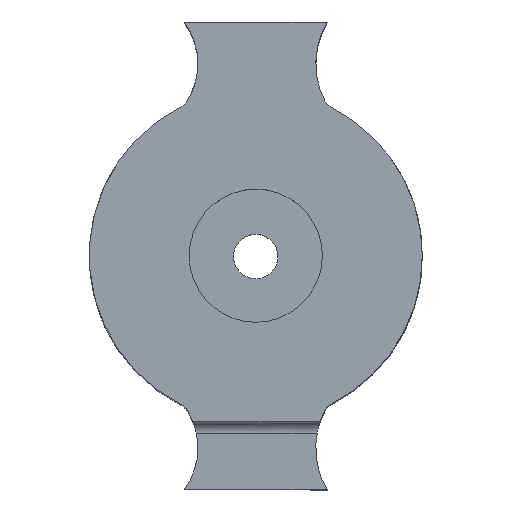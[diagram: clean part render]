
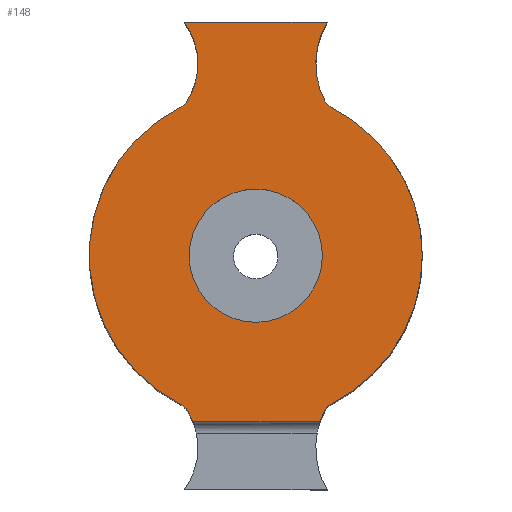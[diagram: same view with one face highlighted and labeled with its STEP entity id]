
A CAD part, top view. The second image highlights one B-rep face of the part: STEP entity #148.
In plain terms, the highlighted planar face has unit normal (0, 0, 1).
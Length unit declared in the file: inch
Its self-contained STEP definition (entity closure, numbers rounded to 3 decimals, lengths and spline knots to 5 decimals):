
#37 = ORIENTED_EDGE ( 'NONE', *, *, #214, .F. ) ;
#53 = CARTESIAN_POINT ( 'NONE',  ( 1.27587, 1.72991, 4.5 ) ) ;
#57 = DIRECTION ( 'NONE',  ( 1., 0., 0. ) ) ;
#61 = AXIS2_PLACEMENT_3D ( 'NONE', #450, #800, #1813 ) ;
#64 = DIRECTION ( 'NONE',  ( 1., 0., 0. ) ) ;
#68 = AXIS2_PLACEMENT_3D ( 'NONE', #1665, #1864, #1506 ) ;
#72 = CARTESIAN_POINT ( 'NONE',  ( -0.6663, -1.34389, 4.5 ) ) ;
#99 = CARTESIAN_POINT ( 'NONE',  ( -0.6, 0., 4.5 ) ) ;
#112 = ORIENTED_EDGE ( 'NONE', *, *, #1594, .T. ) ;
#119 = CARTESIAN_POINT ( 'NONE',  ( -0.56633, -1.49491, 4.5 ) ) ;
#123 = CIRCLE ( 'NONE', #508, 0.73511 ) ;
#126 = DIRECTION ( 'NONE',  ( 0., 0., 1. ) ) ;
#148 = ADVANCED_FACE ( 'NONE', ( #2197, #1680 ), #303, .T. ) ;
#184 = VERTEX_POINT ( 'NONE', #119 ) ;
#192 = DIRECTION ( 'NONE',  ( 0., 0., -1. ) ) ;
#207 = EDGE_CURVE ( 'NONE', #184, #640, #580, .T. ) ;
#214 = EDGE_CURVE ( 'NONE', #1643, #1637, #1161, .T. ) ;
#216 = DIRECTION ( 'NONE',  ( 0., 0., -1. ) ) ;
#238 = AXIS2_PLACEMENT_3D ( 'NONE', #1529, #2195, #1026 ) ;
#239 = AXIS2_PLACEMENT_3D ( 'NONE', #334, #2091, #2072 ) ;
#255 = CARTESIAN_POINT ( 'NONE',  ( 0.71542, -1.43114, 4.5 ) ) ;
#276 = VERTEX_POINT ( 'NONE', #72 ) ;
#281 = DIRECTION ( 'NONE',  ( 1., 0., 0. ) ) ;
#303 = PLANE ( 'NONE',  #2054 ) ;
#322 = DIRECTION ( 'NONE',  ( 1., 0., 0. ) ) ;
#325 = VERTEX_POINT ( 'NONE', #1435 ) ;
#331 = DIRECTION ( 'NONE',  ( 1., 0., 0. ) ) ;
#334 = CARTESIAN_POINT ( 'NONE',  ( 0., 0., 4.5 ) ) ;
#338 = LINE ( 'NONE', #1017, #815 ) ;
#366 = CARTESIAN_POINT ( 'NONE',  ( -0.62739, -1.3782, 4.5 ) ) ;
#412 = DIRECTION ( 'NONE',  ( -1., 0., 0. ) ) ;
#426 = DIRECTION ( 'NONE',  ( 1., 0., 0. ) ) ;
#444 = AXIS2_PLACEMENT_3D ( 'NONE', #1699, #192, #850 ) ;
#447 = CARTESIAN_POINT ( 'NONE',  ( 0., 0., 4.5 ) ) ;
#449 = AXIS2_PLACEMENT_3D ( 'NONE', #1708, #1874, #2061 ) ;
#450 = CARTESIAN_POINT ( 'NONE',  ( -1.15751, -1.72991, 4.5 ) ) ;
#490 = EDGE_CURVE ( 'NONE', #276, #640, #2134, .T. ) ;
#500 = ORIENTED_EDGE ( 'NONE', *, *, #490, .T. ) ;
#504 = CARTESIAN_POINT ( 'NONE',  ( -0.71072, -1.43348, 4.5 ) ) ;
#508 = AXIS2_PLACEMENT_3D ( 'NONE', #53, #1773, #64 ) ;
#526 = ORIENTED_EDGE ( 'NONE', *, *, #657, .F. ) ;
#527 = EDGE_CURVE ( 'NONE', #696, #2102, #1084, .T. ) ;
#532 = EDGE_CURVE ( 'NONE', #1064, #1048, #1512, .T. ) ;
#540 = VERTEX_POINT ( 'NONE', #1709 ) ;
#551 = AXIS2_PLACEMENT_3D ( 'NONE', #447, #1090, #1777 ) ;
#562 = ORIENTED_EDGE ( 'NONE', *, *, #207, .F. ) ;
#580 = CIRCLE ( 'NONE', #61, 0.63618 ) ;
#640 = VERTEX_POINT ( 'NONE', #366 ) ;
#653 = AXIS2_PLACEMENT_3D ( 'NONE', #1527, #216, #661 ) ;
#657 = EDGE_CURVE ( 'NONE', #1637, #1712, #123, .T. ) ;
#661 = DIRECTION ( 'NONE',  ( 1., 0., 0. ) ) ;
#696 = VERTEX_POINT ( 'NONE', #2100 ) ;
#731 = CARTESIAN_POINT ( 'NONE',  ( 0.6, 0., 4.5 ) ) ;
#756 = CARTESIAN_POINT ( 'NONE',  ( 1.27587, -1.72991, 4.5 ) ) ;
#776 = CIRCLE ( 'NONE', #2101, 0.73511 ) ;
#800 = DIRECTION ( 'NONE',  ( 0., 0., 1. ) ) ;
#806 = VERTEX_POINT ( 'NONE', #1814 ) ;
#815 = VECTOR ( 'NONE', #412, 39.37008 ) ;
#840 = AXIS2_PLACEMENT_3D ( 'NONE', #1063, #1743, #57 ) ;
#850 = DIRECTION ( 'NONE',  ( 1., 0., 0. ) ) ;
#857 = ORIENTED_EDGE ( 'NONE', *, *, #933, .T. ) ;
#878 = AXIS2_PLACEMENT_3D ( 'NONE', #1329, #1158, #1526 ) ;
#908 = VECTOR ( 'NONE', #281, 39.37008 ) ;
#910 = CARTESIAN_POINT ( 'NONE',  ( -0.6663, 1.34389, 4.5 ) ) ;
#933 = EDGE_CURVE ( 'NONE', #2102, #276, #2018, .T. ) ;
#977 = EDGE_LOOP ( 'NONE', ( #2030, #1337, #1381, #1257, #993, #1378, #526, #37, #1839, #112, #2110, #857, #500, #562 ) ) ;
#993 = ORIENTED_EDGE ( 'NONE', *, *, #1195, .T. ) ;
#999 = EDGE_CURVE ( 'NONE', #806, #1982, #1802, .T. ) ;
#1002 = CARTESIAN_POINT ( 'NONE',  ( 0., 0., 4.5 ) ) ;
#1017 = CARTESIAN_POINT ( 'NONE',  ( 0., -1.49491, 4.5 ) ) ;
#1026 = DIRECTION ( 'NONE',  ( 1., 0., 0. ) ) ;
#1048 = VERTEX_POINT ( 'NONE', #99 ) ;
#1061 = EDGE_CURVE ( 'NONE', #1685, #1712, #1444, .T. ) ;
#1063 = CARTESIAN_POINT ( 'NONE',  ( 0.71542, 1.43114, 4.5 ) ) ;
#1064 = VERTEX_POINT ( 'NONE', #731 ) ;
#1084 = CIRCLE ( 'NONE', #444, 0.1 ) ;
#1090 = DIRECTION ( 'NONE',  ( 0., 0., 1. ) ) ;
#1111 = CIRCLE ( 'NONE', #878, 0.6 ) ;
#1158 = DIRECTION ( 'NONE',  ( 0., 0., 1. ) ) ;
#1161 = LINE ( 'NONE', #2164, #908 ) ;
#1195 = EDGE_CURVE ( 'NONE', #540, #1685, #1256, .T. ) ;
#1240 = CARTESIAN_POINT ( 'NONE',  ( 0.57934, -1.49491, 4.5 ) ) ;
#1245 = EDGE_CURVE ( 'NONE', #1048, #1064, #1111, .T. ) ;
#1256 = CIRCLE ( 'NONE', #551, 1.5 ) ;
#1257 = ORIENTED_EDGE ( 'NONE', *, *, #1624, .T. ) ;
#1270 = DIRECTION ( 'NONE',  ( 0., 0., -1. ) ) ;
#1283 = CARTESIAN_POINT ( 'NONE',  ( 0.67071, 1.3417, 4.5 ) ) ;
#1329 = CARTESIAN_POINT ( 'NONE',  ( 0., 0., 4.5 ) ) ;
#1337 = ORIENTED_EDGE ( 'NONE', *, *, #1756, .T. ) ;
#1366 = AXIS2_PLACEMENT_3D ( 'NONE', #504, #1517, #331 ) ;
#1378 = ORIENTED_EDGE ( 'NONE', *, *, #1061, .T. ) ;
#1381 = ORIENTED_EDGE ( 'NONE', *, *, #999, .T. ) ;
#1421 = EDGE_CURVE ( 'NONE', #1643, #325, #2020, .T. ) ;
#1435 = CARTESIAN_POINT ( 'NONE',  ( -0.52133, 1.72991, 4.5 ) ) ;
#1444 = CIRCLE ( 'NONE', #840, 0.1 ) ;
#1480 = AXIS2_PLACEMENT_3D ( 'NONE', #255, #1753, #426 ) ;
#1506 = DIRECTION ( 'NONE',  ( 1., 0., 0. ) ) ;
#1512 = CIRCLE ( 'NONE', #238, 0.6 ) ;
#1517 = DIRECTION ( 'NONE',  ( 0., 0., -1. ) ) ;
#1526 = DIRECTION ( 'NONE',  ( 1., 0., 0. ) ) ;
#1527 = CARTESIAN_POINT ( 'NONE',  ( -1.15751, 1.72991, 4.5 ) ) ;
#1529 = CARTESIAN_POINT ( 'NONE',  ( 0., 0., 4.5 ) ) ;
#1594 = EDGE_CURVE ( 'NONE', #325, #696, #2138, .T. ) ;
#1624 = EDGE_CURVE ( 'NONE', #1982, #540, #1838, .T. ) ;
#1637 = VERTEX_POINT ( 'NONE', #1774 ) ;
#1643 = VERTEX_POINT ( 'NONE', #1940 ) ;
#1665 = CARTESIAN_POINT ( 'NONE',  ( 0., 0., 4.5 ) ) ;
#1680 = FACE_BOUND ( 'NONE', #2074, .T. ) ;
#1685 = VERTEX_POINT ( 'NONE', #1283 ) ;
#1699 = CARTESIAN_POINT ( 'NONE',  ( -0.71072, 1.43348, 4.5 ) ) ;
#1708 = CARTESIAN_POINT ( 'NONE',  ( -1.15751, 1.72991, 4.5 ) ) ;
#1709 = CARTESIAN_POINT ( 'NONE',  ( 1.5, 0., 4.5 ) ) ;
#1712 = VERTEX_POINT ( 'NONE', #2112 ) ;
#1743 = DIRECTION ( 'NONE',  ( 0., 0., -1. ) ) ;
#1753 = DIRECTION ( 'NONE',  ( 0., 0., -1. ) ) ;
#1756 = EDGE_CURVE ( 'NONE', #1815, #806, #776, .T. ) ;
#1773 = DIRECTION ( 'NONE',  ( 0., 0., 1. ) ) ;
#1774 = CARTESIAN_POINT ( 'NONE',  ( 0.64361, 2.10491, 4.5 ) ) ;
#1777 = DIRECTION ( 'NONE',  ( 1., 0., 0. ) ) ;
#1802 = CIRCLE ( 'NONE', #1480, 0.1 ) ;
#1813 = DIRECTION ( 'NONE',  ( 1., 0., 0. ) ) ;
#1814 = CARTESIAN_POINT ( 'NONE',  ( 0.62718, -1.3841, 4.5 ) ) ;
#1815 = VERTEX_POINT ( 'NONE', #1240 ) ;
#1838 = CIRCLE ( 'NONE', #68, 1.5 ) ;
#1839 = ORIENTED_EDGE ( 'NONE', *, *, #1421, .T. ) ;
#1864 = DIRECTION ( 'NONE',  ( 0., 0., 1. ) ) ;
#1874 = DIRECTION ( 'NONE',  ( 0., 0., -1. ) ) ;
#1886 = EDGE_CURVE ( 'NONE', #1815, #184, #338, .T. ) ;
#1940 = CARTESIAN_POINT ( 'NONE',  ( -0.64361, 2.10491, 4.5 ) ) ;
#1974 = DIRECTION ( 'NONE',  ( 1., 0., 0. ) ) ;
#1982 = VERTEX_POINT ( 'NONE', #2203 ) ;
#2002 = ORIENTED_EDGE ( 'NONE', *, *, #1245, .F. ) ;
#2018 = CIRCLE ( 'NONE', #239, 1.5 ) ;
#2020 = CIRCLE ( 'NONE', #449, 0.63618 ) ;
#2030 = ORIENTED_EDGE ( 'NONE', *, *, #1886, .F. ) ;
#2054 = AXIS2_PLACEMENT_3D ( 'NONE', #1002, #126, #322 ) ;
#2061 = DIRECTION ( 'NONE',  ( 1., 0., 0. ) ) ;
#2072 = DIRECTION ( 'NONE',  ( 1., 0., 0. ) ) ;
#2074 = EDGE_LOOP ( 'NONE', ( #2151, #2002 ) ) ;
#2091 = DIRECTION ( 'NONE',  ( 0., 0., 1. ) ) ;
#2100 = CARTESIAN_POINT ( 'NONE',  ( -0.62739, 1.3782, 4.5 ) ) ;
#2101 = AXIS2_PLACEMENT_3D ( 'NONE', #756, #1270, #1974 ) ;
#2102 = VERTEX_POINT ( 'NONE', #910 ) ;
#2110 = ORIENTED_EDGE ( 'NONE', *, *, #527, .T. ) ;
#2112 = CARTESIAN_POINT ( 'NONE',  ( 0.62718, 1.3841, 4.5 ) ) ;
#2134 = CIRCLE ( 'NONE', #1366, 0.1 ) ;
#2138 = CIRCLE ( 'NONE', #653, 0.63618 ) ;
#2151 = ORIENTED_EDGE ( 'NONE', *, *, #532, .F. ) ;
#2164 = CARTESIAN_POINT ( 'NONE',  ( 0., 2.10491, 4.5 ) ) ;
#2195 = DIRECTION ( 'NONE',  ( 0., 0., 1. ) ) ;
#2197 = FACE_OUTER_BOUND ( 'NONE', #977, .T. ) ;
#2203 = CARTESIAN_POINT ( 'NONE',  ( 0.67071, -1.3417, 4.5 ) ) ;
